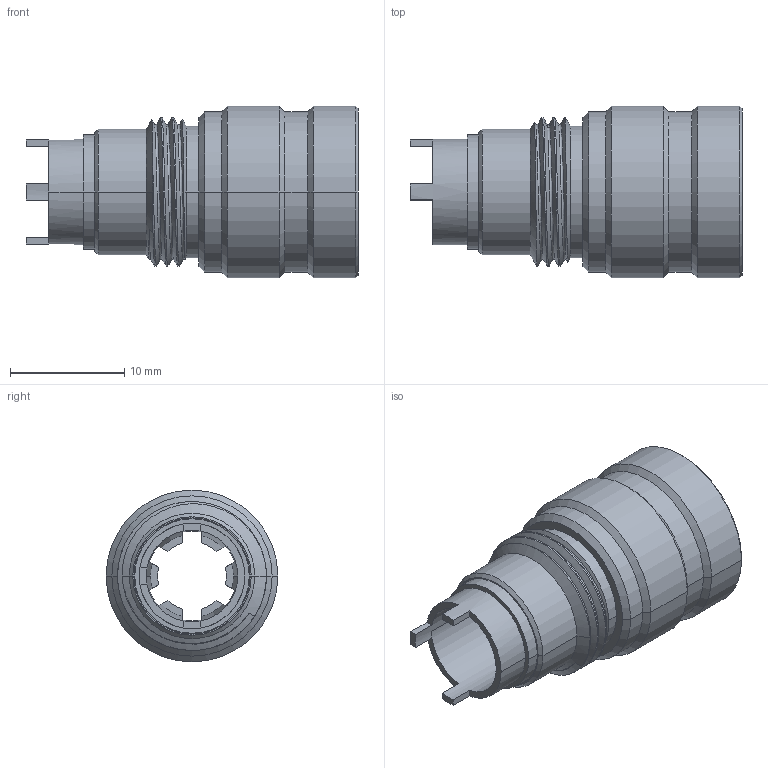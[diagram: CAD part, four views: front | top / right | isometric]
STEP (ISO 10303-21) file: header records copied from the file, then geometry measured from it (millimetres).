
FILE_DESCRIPTION((''),'2;1');
FILE_NAME('13300PM12_SW0001','2013-07-02T',('dietmarkarcher'),('NET'),'PRO/ENGINEER BY PARAMETRIC TECHNOLOGY CORPORATION, 2010280','PRO/ENGINEER BY PARAMETRIC TECHNOLOGY CORPORATION, 2010280','');
FILE_SCHEMA(('AUTOMOTIVE_DESIGN_CC2 { 1 2 10303 214 -1 1 5 2 }'));
Length unit declared in the file: millimetre
Products named in the file (1): 13300PM12_SW0001
Bounding box: 29 x 15 x 15 mm (x, y, z)
Volume: 1594.6 mm3; surface area: 3026.4 mm2
Topology: 1 solids, 1 shells, 177 faces, 479 edges, 309 vertices
Faces by surface type: cylinder 59, plane 50, cone 50, bspline 12, torus 6
Entity records: 11812 total; most frequent: CARTESIAN_POINT 6342, ORIENTED_EDGE 958, DIRECTION 826, EDGE_CURVE 479, AXIS2_PLACEMENT_3D 325, VERTEX_POINT 309, EDGE_LOOP 184, FACE_OUTER_BOUND 177
